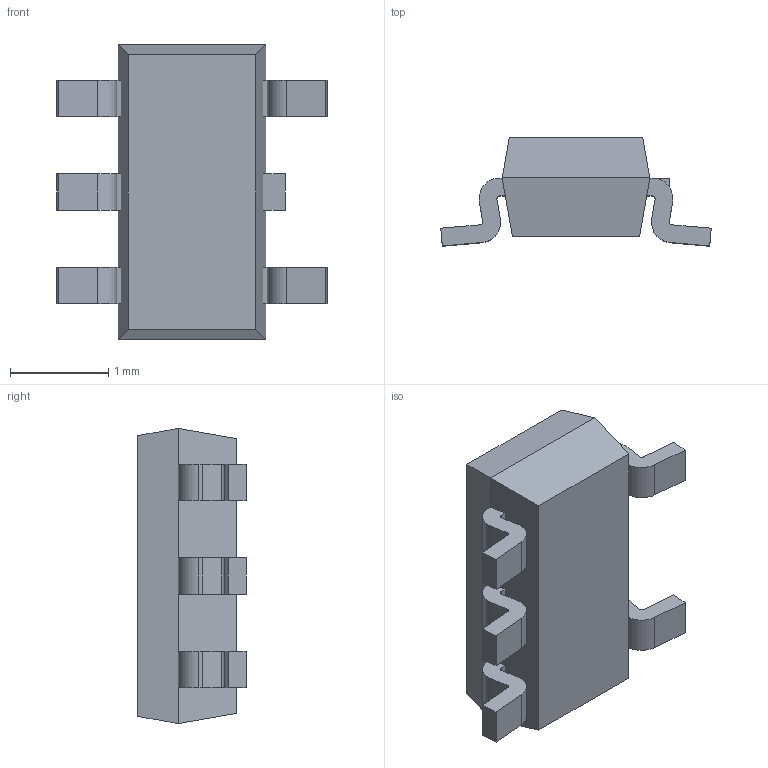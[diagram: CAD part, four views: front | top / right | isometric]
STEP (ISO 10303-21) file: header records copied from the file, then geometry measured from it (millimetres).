
FILE_DESCRIPTION (( 'STEP AP214' ), '1' );
FILE_NAME ('NCP551SN15T1G.STEP', '2021-09-17T21:57:44', ( '' ), ( '' ), 'SwSTEP 2.0', 'SolidWorks 2017', '' );
FILE_SCHEMA (( 'AUTOMOTIVE_DESIGN' ));
Length unit declared in the file: millimetre
Products named in the file (1): NCP551SN15T1G
Bounding box: 2.75 x 1.1 x 3 mm (x, y, z)
Volume: 4.5 mm3; surface area: 23.3 mm2
Topology: 8 solids, 8 shells, 103 faces, 254 edges, 168 vertices
Faces by surface type: plane 69, cylinder 34
Entity records: 3141 total; most frequent: DIRECTION 530, CARTESIAN_POINT 526, ORIENTED_EDGE 508, EDGE_CURVE 254, VECTOR 186, LINE 186, AXIS2_PLACEMENT_3D 172, VERTEX_POINT 168
